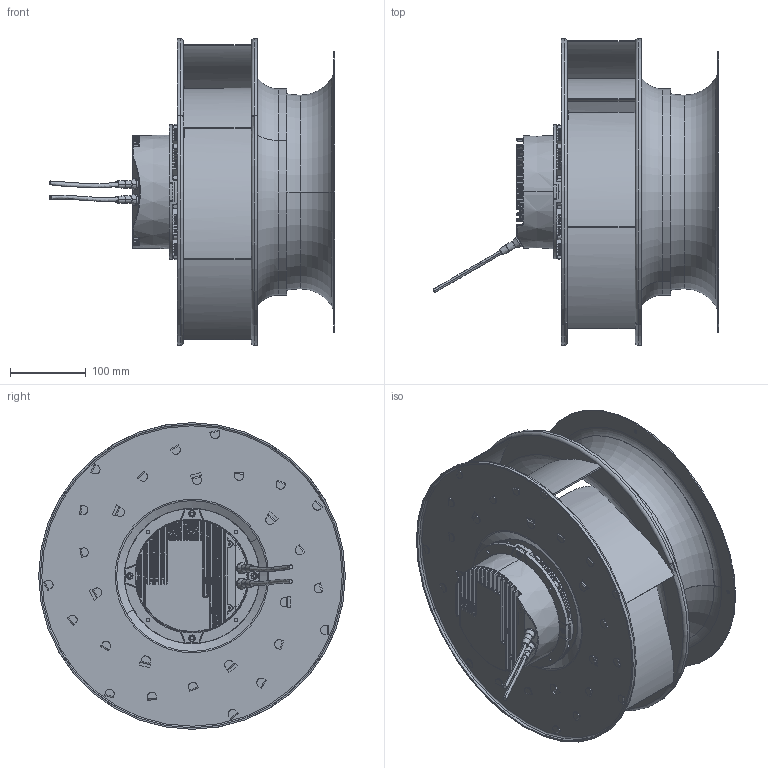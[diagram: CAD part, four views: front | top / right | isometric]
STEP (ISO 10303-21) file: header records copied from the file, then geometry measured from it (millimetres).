
FILE_DESCRIPTION((''),'2;1');
FILE_NAME('ASM0001_ASM','2017-11-06T',('CHESTER.YAN'),(''),'CREO PARAMETRIC BY PTC INC, 2015080','CREO PARAMETRIC BY PTC INC, 2015080','');
FILE_SCHEMA(('CONFIG_CONTROL_DESIGN'));
Length unit declared in the file: millimetre
Products named in the file (7): PRT0012_1_2_1_1; PRT0012_1_ASM_1_1_ASM; ASM0013_ASM_1_ASM_1_1_ASM; ASM0014_ASM_1_1_ASM; PRT0002; 040_20R_NOZZLE; ASM0001_ASM
Assembly tree (6 placements, depth 5):
  ASM0001_ASM
    ASM0014_ASM_1_1_ASM
      ASM0013_ASM_1_ASM_1_1_ASM
        PRT0012_1_ASM_1_1_ASM
          PRT0012_1_2_1_1
    PRT0002
    040_20R_NOZZLE
Bounding box: 376.88 x 404 x 404 mm (x, y, z)
Volume: 1294475.1 mm3; surface area: 1226167.5 mm2
Topology: 4 solids, 16 shells, 3827 faces, 9851 edges, 5955 vertices
Faces by surface type: plane 1268, cylinder 1106, torus 644, bspline 489, cone 207, sphere 113
Entity records: 146530 total; most frequent: CARTESIAN_POINT 57282, ORIENTED_EDGE 19281, DIRECTION 18114, EDGE_CURVE 9743, AXIS2_PLACEMENT_3D 7352, VERTEX_POINT 5955, EDGE_LOOP 4062, CIRCLE 3995
